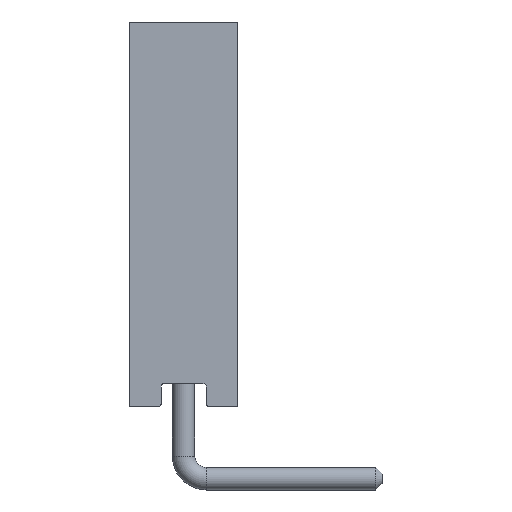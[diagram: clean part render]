
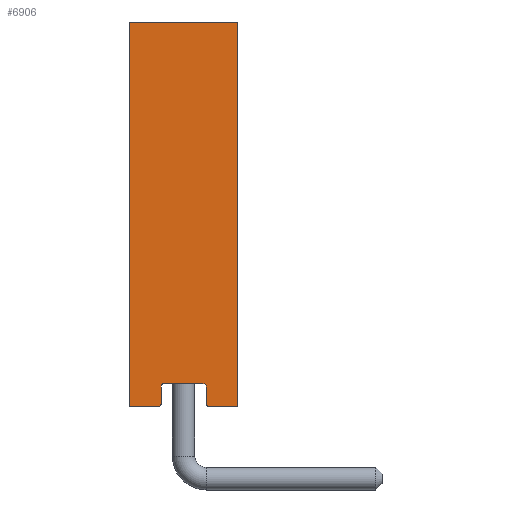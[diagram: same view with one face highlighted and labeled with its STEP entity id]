
A CAD part, left-side view. The second image highlights one B-rep face of the part: STEP entity #6906.
In plain terms, the highlighted planar face has unit normal (-1, 0, 0).
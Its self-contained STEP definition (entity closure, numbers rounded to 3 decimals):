
#375=PLANE('',#7403);
#730=FACE_OUTER_BOUND('',#1178,.T.);
#1178=EDGE_LOOP('',(#4808,#4809,#4810,#4811,#4812,#4813,#4814,#4815,#4816,
#4817,#4818,#4819));
#1648=LINE('',#10666,#2216);
#1651=LINE('',#10672,#2219);
#1652=LINE('',#10676,#2220);
#1653=LINE('',#10680,#2221);
#1654=LINE('',#10684,#2222);
#1655=LINE('',#10686,#2223);
#1656=LINE('',#10688,#2224);
#1657=LINE('',#10689,#2225);
#2216=VECTOR('',#8297,10.);
#2219=VECTOR('',#8302,10.);
#2220=VECTOR('',#8305,10.);
#2221=VECTOR('',#8308,10.);
#2222=VECTOR('',#8311,10.);
#2223=VECTOR('',#8312,10.);
#2224=VECTOR('',#8313,10.);
#2225=VECTOR('',#8314,10.);
#2765=CIRCLE('',#7400,0.05);
#2767=CIRCLE('',#7404,0.05);
#2768=CIRCLE('',#7405,0.05);
#2769=CIRCLE('',#7406,0.05);
#3049=VERTEX_POINT('',#10656);
#3050=VERTEX_POINT('',#10657);
#3053=VERTEX_POINT('',#10665);
#3055=VERTEX_POINT('',#10671);
#3056=VERTEX_POINT('',#10673);
#3057=VERTEX_POINT('',#10675);
#3058=VERTEX_POINT('',#10677);
#3059=VERTEX_POINT('',#10679);
#3060=VERTEX_POINT('',#10681);
#3061=VERTEX_POINT('',#10683);
#3062=VERTEX_POINT('',#10685);
#3063=VERTEX_POINT('',#10687);
#3708=EDGE_CURVE('',#3049,#3050,#2765,.T.);
#3712=EDGE_CURVE('',#3050,#3053,#1648,.T.);
#3715=EDGE_CURVE('',#3049,#3055,#1651,.T.);
#3716=EDGE_CURVE('',#3056,#3055,#2767,.T.);
#3717=EDGE_CURVE('',#3056,#3057,#1652,.T.);
#3718=EDGE_CURVE('',#3058,#3057,#2768,.T.);
#3719=EDGE_CURVE('',#3058,#3059,#1653,.T.);
#3720=EDGE_CURVE('',#3060,#3059,#2769,.T.);
#3721=EDGE_CURVE('',#3061,#3060,#1654,.T.);
#3722=EDGE_CURVE('',#3061,#3062,#1655,.T.);
#3723=EDGE_CURVE('',#3063,#3062,#1656,.T.);
#3724=EDGE_CURVE('',#3053,#3063,#1657,.T.);
#4808=ORIENTED_EDGE('',*,*,#3708,.F.);
#4809=ORIENTED_EDGE('',*,*,#3715,.T.);
#4810=ORIENTED_EDGE('',*,*,#3716,.F.);
#4811=ORIENTED_EDGE('',*,*,#3717,.T.);
#4812=ORIENTED_EDGE('',*,*,#3718,.F.);
#4813=ORIENTED_EDGE('',*,*,#3719,.T.);
#4814=ORIENTED_EDGE('',*,*,#3720,.F.);
#4815=ORIENTED_EDGE('',*,*,#3721,.F.);
#4816=ORIENTED_EDGE('',*,*,#3722,.T.);
#4817=ORIENTED_EDGE('',*,*,#3723,.F.);
#4818=ORIENTED_EDGE('',*,*,#3724,.F.);
#4819=ORIENTED_EDGE('',*,*,#3712,.F.);
#6906=ADVANCED_FACE('',(#730),#375,.T.);
#7400=AXIS2_PLACEMENT_3D('',#10658,#8289,#8290);
#7403=AXIS2_PLACEMENT_3D('',#10670,#8300,#8301);
#7404=AXIS2_PLACEMENT_3D('',#10674,#8303,#8304);
#7405=AXIS2_PLACEMENT_3D('',#10678,#8306,#8307);
#7406=AXIS2_PLACEMENT_3D('',#10682,#8309,#8310);
#8289=DIRECTION('center_axis',(1.,0.,0.));
#8290=DIRECTION('ref_axis',(0.,-0.707,-0.707));
#8297=DIRECTION('',(0.,1.,0.));
#8300=DIRECTION('center_axis',(-1.,0.,0.));
#8301=DIRECTION('ref_axis',(0.,-1.,0.));
#8302=DIRECTION('',(0.,0.,1.));
#8303=DIRECTION('center_axis',(-1.,0.,0.));
#8304=DIRECTION('ref_axis',(0.,0.707,0.707));
#8305=DIRECTION('',(0.,-1.,0.));
#8306=DIRECTION('center_axis',(-1.,0.,0.));
#8307=DIRECTION('ref_axis',(0.,-0.707,0.707));
#8308=DIRECTION('',(0.,0.,-1.));
#8309=DIRECTION('center_axis',(1.,0.,0.));
#8310=DIRECTION('ref_axis',(0.,0.707,-0.707));
#8311=DIRECTION('',(0.,1.,0.));
#8312=DIRECTION('',(0.,0.,1.));
#8313=DIRECTION('',(0.,-1.,0.));
#8314=DIRECTION('',(0.,0.,1.));
#10656=CARTESIAN_POINT('',(0.,-0.7,0.05));
#10657=CARTESIAN_POINT('',(0.,-0.65,0.));
#10658=CARTESIAN_POINT('Origin',(0.,-0.65,0.05));
#10665=CARTESIAN_POINT('',(0.,0.,0.));
#10666=CARTESIAN_POINT('',(0.,-2.4,0.));
#10670=CARTESIAN_POINT('Origin',(0.,0.,0.));
#10671=CARTESIAN_POINT('',(0.,-0.7,0.45));
#10672=CARTESIAN_POINT('',(0.,-0.7,0.));
#10673=CARTESIAN_POINT('',(0.,-0.75,0.5));
#10674=CARTESIAN_POINT('Origin',(0.,-0.75,0.45));
#10675=CARTESIAN_POINT('',(0.,-1.65,0.5));
#10676=CARTESIAN_POINT('',(0.,-0.6,0.5));
#10677=CARTESIAN_POINT('',(0.,-1.7,0.45));
#10678=CARTESIAN_POINT('Origin',(0.,-1.65,0.45));
#10679=CARTESIAN_POINT('',(0.,-1.7,0.05));
#10680=CARTESIAN_POINT('',(0.,-1.7,0.));
#10681=CARTESIAN_POINT('',(0.,-1.75,0.));
#10682=CARTESIAN_POINT('Origin',(0.,-1.75,0.05));
#10683=CARTESIAN_POINT('',(0.,-2.4,0.));
#10684=CARTESIAN_POINT('',(0.,-2.4,0.));
#10685=CARTESIAN_POINT('',(0.,-2.4,8.5));
#10686=CARTESIAN_POINT('',(0.,-2.4,0.));
#10687=CARTESIAN_POINT('',(0.,0.,8.5));
#10688=CARTESIAN_POINT('',(0.,-2.4,8.5));
#10689=CARTESIAN_POINT('',(0.,0.,0.));
